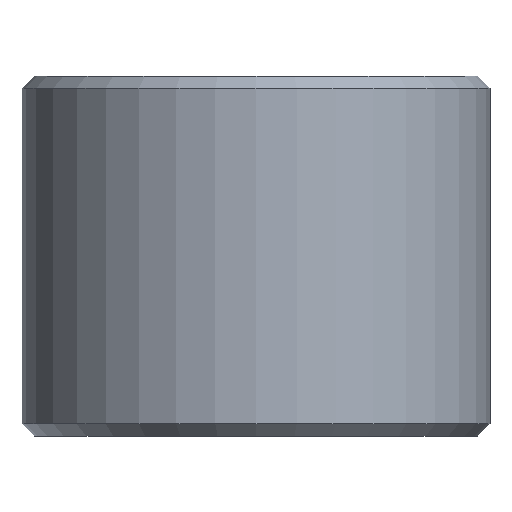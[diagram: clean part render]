
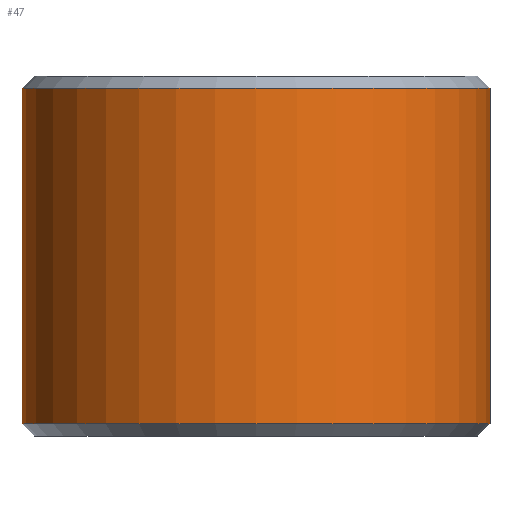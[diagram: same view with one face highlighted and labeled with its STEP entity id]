
A CAD part, front view. The second image highlights one B-rep face of the part: STEP entity #47.
In plain terms, the highlighted cylindrical face has radius 6.5 mm (diameter 13 mm), a partial arc.
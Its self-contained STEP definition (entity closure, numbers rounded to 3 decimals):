
#15 = EDGE_CURVE ( 'NONE', #289, #229, #61, .T. ) ;
#31 = CARTESIAN_POINT ( 'NONE',  ( 0., 0., -5. ) ) ;
#47 = ADVANCED_FACE ( 'NONE', ( #227 ), #194, .T. ) ;
#60 = AXIS2_PLACEMENT_3D ( 'NONE', #31, #241, #238 ) ;
#61 = CIRCLE ( 'NONE', #299, 6.5 ) ;
#68 = EDGE_CURVE ( 'NONE', #289, #234, #324, .T. ) ;
#99 = CARTESIAN_POINT ( 'NONE',  ( -6.5, 0., -5. ) ) ;
#115 = CARTESIAN_POINT ( 'NONE',  ( -6.5, 0., 4.665 ) ) ;
#127 = EDGE_CURVE ( 'NONE', #195, #234, #345, .T. ) ;
#129 = ORIENTED_EDGE ( 'NONE', *, *, #15, .T. ) ;
#139 = CARTESIAN_POINT ( 'NONE',  ( 0., 0., -4.665 ) ) ;
#144 = CARTESIAN_POINT ( 'NONE',  ( 6.5, 0., 4.665 ) ) ;
#170 = DIRECTION ( 'NONE',  ( 1., 0., 0. ) ) ;
#176 = DIRECTION ( 'NONE',  ( 1., 0., 0. ) ) ;
#179 = DIRECTION ( 'NONE',  ( 0., 0., -1. ) ) ;
#185 = CARTESIAN_POINT ( 'NONE',  ( -6.5, 0., -4.665 ) ) ;
#194 = CYLINDRICAL_SURFACE ( 'NONE', #60, 6.5 ) ;
#195 = VERTEX_POINT ( 'NONE', #144 ) ;
#199 = DIRECTION ( 'NONE',  ( 0., 0., 1. ) ) ;
#203 = ORIENTED_EDGE ( 'NONE', *, *, #68, .F. ) ;
#212 = CARTESIAN_POINT ( 'NONE',  ( 0., 0., 4.665 ) ) ;
#227 = FACE_OUTER_BOUND ( 'NONE', #245, .T. ) ;
#229 = VERTEX_POINT ( 'NONE', #427 ) ;
#234 = VERTEX_POINT ( 'NONE', #115 ) ;
#238 = DIRECTION ( 'NONE',  ( 1., 0., 0. ) ) ;
#241 = DIRECTION ( 'NONE',  ( 0., 0., 1. ) ) ;
#245 = EDGE_LOOP ( 'NONE', ( #203, #129, #379, #402 ) ) ;
#276 = LINE ( 'NONE', #296, #447 ) ;
#289 = VERTEX_POINT ( 'NONE', #185 ) ;
#296 = CARTESIAN_POINT ( 'NONE',  ( 6.5, 0., -5. ) ) ;
#299 = AXIS2_PLACEMENT_3D ( 'NONE', #139, #375, #170 ) ;
#316 = VECTOR ( 'NONE', #199, 1000. ) ;
#324 = LINE ( 'NONE', #99, #316 ) ;
#345 = CIRCLE ( 'NONE', #348, 6.5 ) ;
#348 = AXIS2_PLACEMENT_3D ( 'NONE', #212, #179, #176 ) ;
#372 = DIRECTION ( 'NONE',  ( 0., 0., 1. ) ) ;
#375 = DIRECTION ( 'NONE',  ( 0., 0., 1. ) ) ;
#379 = ORIENTED_EDGE ( 'NONE', *, *, #442, .T. ) ;
#402 = ORIENTED_EDGE ( 'NONE', *, *, #127, .T. ) ;
#427 = CARTESIAN_POINT ( 'NONE',  ( 6.5, 0., -4.665 ) ) ;
#442 = EDGE_CURVE ( 'NONE', #229, #195, #276, .T. ) ;
#447 = VECTOR ( 'NONE', #372, 1000. ) ;
